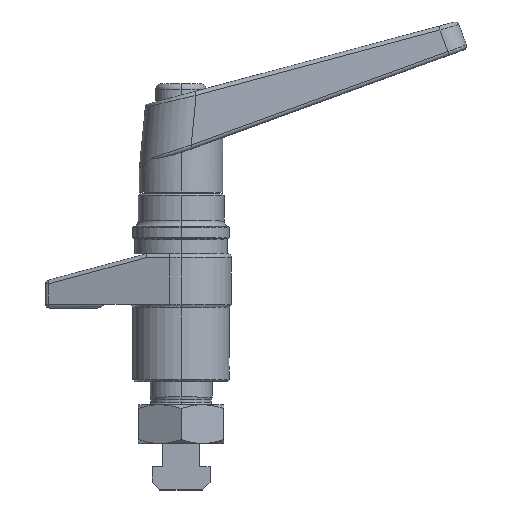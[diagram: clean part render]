
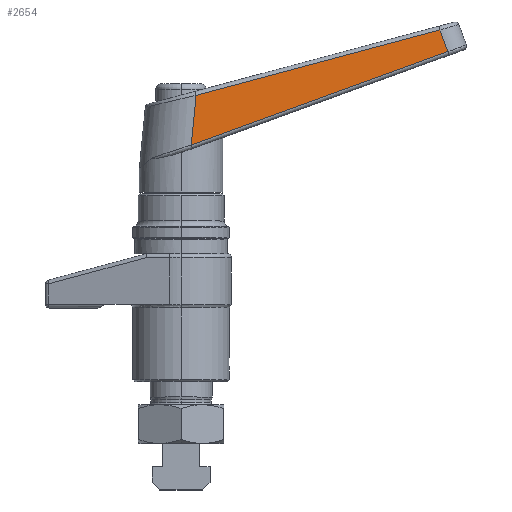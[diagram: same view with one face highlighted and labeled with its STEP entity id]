
A CAD part, top view. The second image highlights one B-rep face of the part: STEP entity #2654.
In plain terms, the highlighted planar face has unit normal (0.087, 0, 0.996).
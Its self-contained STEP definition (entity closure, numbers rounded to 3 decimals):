
#397 = CARTESIAN_POINT ( 'NONE',  ( 56.199, 136.186, 6.878 ) ) ;
#457 = LINE ( 'NONE', #397, #6651 ) ;
#626 = DIRECTION ( 'NONE',  ( -0.087, 0., -0.996 ) ) ;
#1176 = ORIENTED_EDGE ( 'NONE', *, *, #4003, .T. ) ;
#1434 = ORIENTED_EDGE ( 'NONE', *, *, #4604, .T. ) ;
#2344 = CARTESIAN_POINT ( 'NONE',  ( 68.923, 101.228, 5.765 ) ) ;
#2575 = CARTESIAN_POINT ( 'NONE',  ( 1.024, 115.95, 11.705 ) ) ;
#2654 = ADVANCED_FACE ( 'NONE', ( #3304 ), #7023, .F. ) ;
#2924 = DIRECTION ( 'NONE',  ( -0.962, -0.258, 0.084 ) ) ;
#2960 = CARTESIAN_POINT ( 'NONE',  ( 66.89, 106.814, 5.943 ) ) ;
#3304 = FACE_OUTER_BOUND ( 'NONE', #10205, .T. ) ;
#3369 = LINE ( 'NONE', #10987, #3686 ) ;
#3397 = CARTESIAN_POINT ( 'NONE',  ( 13.613, 81.097, 10.604 ) ) ;
#3686 = VECTOR ( 'NONE', #11769, 1000. ) ;
#4003 = EDGE_CURVE ( 'NONE', #8035, #11966, #457, .T. ) ;
#4470 = DIRECTION ( 'NONE',  ( -0.996, 0., 0.087 ) ) ;
#4604 = EDGE_CURVE ( 'NONE', #10268, #4972, #3369, .T. ) ;
#4972 = VERTEX_POINT ( 'NONE', #7564 ) ;
#5248 = DIRECTION ( 'NONE',  ( 0.937, 0.341, -0.082 ) ) ;
#5411 = CARTESIAN_POINT ( 'NONE',  ( 3.882, 89.931, 11.455 ) ) ;
#5955 = DIRECTION ( 'NONE',  ( -0.342, 0.939, 0.03 ) ) ;
#6035 = VECTOR ( 'NONE', #5248, 1000. ) ;
#6651 = VECTOR ( 'NONE', #5955, 1000. ) ;
#6701 = CARTESIAN_POINT ( 'NONE',  ( 7.673, 90.947, 11.124 ) ) ;
#7023 = PLANE ( 'NONE',  #10007 ) ;
#7564 = CARTESIAN_POINT ( 'NONE',  ( 2.647, 77.105, 11.563 ) ) ;
#7692 = EDGE_CURVE ( 'NONE', #11966, #10268, #11328, .T. ) ;
#8035 = VERTEX_POINT ( 'NONE', #2344 ) ;
#9036 = LINE ( 'NONE', #3397, #6035 ) ;
#9853 = EDGE_CURVE ( 'NONE', #4972, #8035, #9036, .T. ) ;
#9982 = ORIENTED_EDGE ( 'NONE', *, *, #9853, .T. ) ;
#10007 = AXIS2_PLACEMENT_3D ( 'NONE', #2575, #626, #4470 ) ;
#10205 = EDGE_LOOP ( 'NONE', ( #1176, #10274, #1434, #9982 ) ) ;
#10268 = VERTEX_POINT ( 'NONE', #5411 ) ;
#10274 = ORIENTED_EDGE ( 'NONE', *, *, #7692, .T. ) ;
#10987 = CARTESIAN_POINT ( 'NONE',  ( 6.337, 115.434, 11.24 ) ) ;
#11328 = LINE ( 'NONE', #6701, #11484 ) ;
#11484 = VECTOR ( 'NONE', #2924, 1000. ) ;
#11769 = DIRECTION ( 'NONE',  ( -0.096, -0.995, 0.008 ) ) ;
#11966 = VERTEX_POINT ( 'NONE', #2960 ) ;
